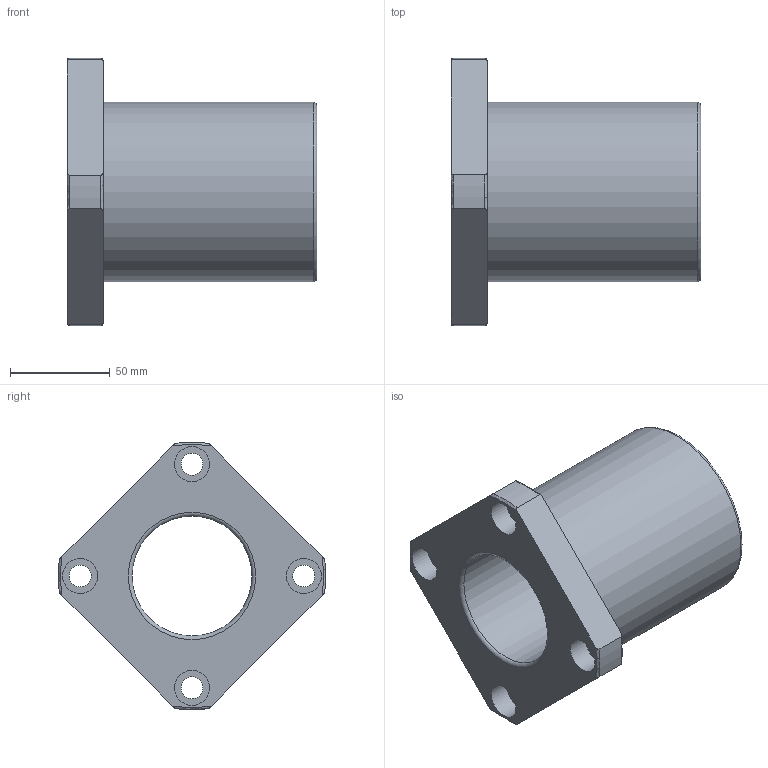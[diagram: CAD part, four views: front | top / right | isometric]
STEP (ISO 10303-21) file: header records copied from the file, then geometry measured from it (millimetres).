
FILE_DESCRIPTION( ( 'STEP AP214' ), '1' );
FILE_NAME( 'LMEK-60_2_14a.stp', ' ', ( ' ' ), ( ' ' ), 'PSStep 15.0.47', 'PARTsolutions', ' ' );
FILE_SCHEMA( ( 'AUTOMOTIVE_DESIGN { 1 0 10303 214 1 1 1 1 }' ) );
Length unit declared in the file: millimetre
Products named in the file (1): HI_LMEK-60
Bounding box: 125 x 133.88 x 133.88 mm (x, y, z)
Volume: 511104.4 mm3; surface area: 79242.5 mm2
Topology: 1 solids, 1 shells, 36 faces, 85 edges, 56 vertices
Faces by surface type: cylinder 14, torus 11, plane 11
Full cylindrical faces by diameter (mm): 11 x4, 17.5 x4, 60 x1, 90 x1
Entity records: 1446 total; most frequent: CARTESIAN_POINT 339, DIRECTION 168, ORIENTED_EDGE 142, AXIS2_PLACEMENT_3D 76, EDGE_CURVE 71, EDGE_LOOP 64, VERTEX_POINT 55, FACE_OUTER_BOUND 49
